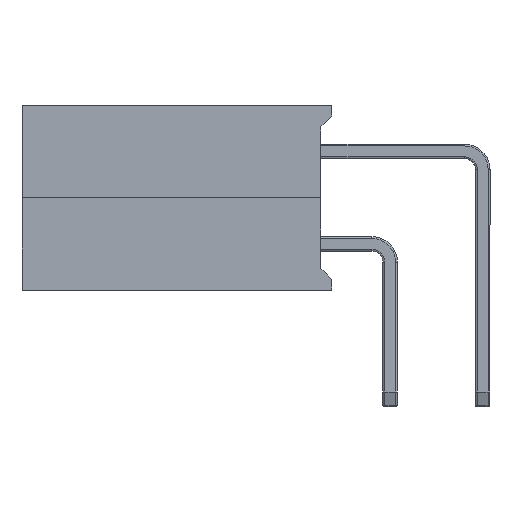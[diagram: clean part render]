
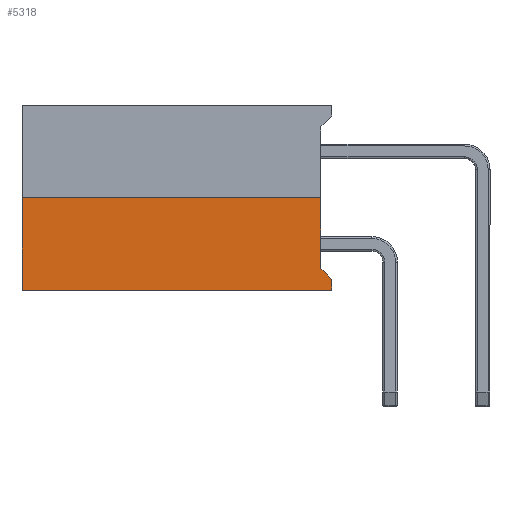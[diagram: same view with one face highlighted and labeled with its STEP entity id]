
A CAD part, left-side view. The second image highlights one B-rep face of the part: STEP entity #5318.
In plain terms, the highlighted planar face has unit normal (-1, 0, 0).
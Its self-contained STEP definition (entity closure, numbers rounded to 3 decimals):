
#283=PLANE('',#5897);
#534=FACE_OUTER_BOUND('',#861,.T.);
#861=EDGE_LOOP('',(#4039,#4040,#4041,#4042,#4043,#4044));
#1223=LINE('',#8891,#1607);
#1227=LINE('',#8898,#1611);
#1238=LINE('',#8922,#1622);
#1241=LINE('',#8928,#1625);
#1242=LINE('',#8930,#1626);
#1243=LINE('',#8931,#1627);
#1607=VECTOR('',#7144,10.);
#1611=VECTOR('',#7150,10.);
#1622=VECTOR('',#7173,10.);
#1625=VECTOR('',#7178,10.);
#1626=VECTOR('',#7179,10.);
#1627=VECTOR('',#7180,10.);
#2311=VERTEX_POINT('',#8888);
#2312=VERTEX_POINT('',#8890);
#2314=VERTEX_POINT('',#8896);
#2321=VERTEX_POINT('',#8921);
#2323=VERTEX_POINT('',#8927);
#2324=VERTEX_POINT('',#8929);
#2895=EDGE_CURVE('',#2311,#2312,#1223,.T.);
#2899=EDGE_CURVE('',#2311,#2314,#1227,.T.);
#2912=EDGE_CURVE('',#2321,#2312,#1238,.T.);
#2915=EDGE_CURVE('',#2314,#2323,#1241,.T.);
#2916=EDGE_CURVE('',#2324,#2323,#1242,.T.);
#2917=EDGE_CURVE('',#2321,#2324,#1243,.T.);
#4039=ORIENTED_EDGE('',*,*,#2899,.T.);
#4040=ORIENTED_EDGE('',*,*,#2915,.T.);
#4041=ORIENTED_EDGE('',*,*,#2916,.F.);
#4042=ORIENTED_EDGE('',*,*,#2917,.F.);
#4043=ORIENTED_EDGE('',*,*,#2912,.T.);
#4044=ORIENTED_EDGE('',*,*,#2895,.F.);
#5318=ADVANCED_FACE('',(#534),#283,.T.);
#5897=AXIS2_PLACEMENT_3D('',#8926,#7176,#7177);
#7144=DIRECTION('',(0.,-0.707,-0.707));
#7150=DIRECTION('',(0.,0.,1.));
#7173=DIRECTION('',(0.,0.,1.));
#7176=DIRECTION('center_axis',(-1.,0.,0.));
#7177=DIRECTION('ref_axis',(0.,0.,
1.));
#7178=DIRECTION('',(0.,1.,0.));
#7179=DIRECTION('',(0.,0.,1.));
#7180=DIRECTION('',(0.,1.,0.));
#8888=CARTESIAN_POINT('',(-1.27,1.9,0.6));
#8890=CARTESIAN_POINT('',(-1.27,1.6,0.3));
#8891=CARTESIAN_POINT('',(-1.27,1.6,0.3));
#8896=CARTESIAN_POINT('',(-1.27,1.9,2.54));
#8898=CARTESIAN_POINT('',(-1.27,1.9,0.635));
#8921=CARTESIAN_POINT('',(-1.27,1.6,0.));
#8922=CARTESIAN_POINT('',(-1.27,1.6,0.));
#8926=CARTESIAN_POINT('Origin',(-1.27,1.6,0.));
#8927=CARTESIAN_POINT('',(-1.27,10.1,2.54));
#8928=CARTESIAN_POINT('',(-1.27,1.6,2.54));
#8929=CARTESIAN_POINT('',(-1.27,10.1,0.));
#8930=CARTESIAN_POINT('',(-1.27,10.1,0.));
#8931=CARTESIAN_POINT('',(-1.27,1.6,0.));
